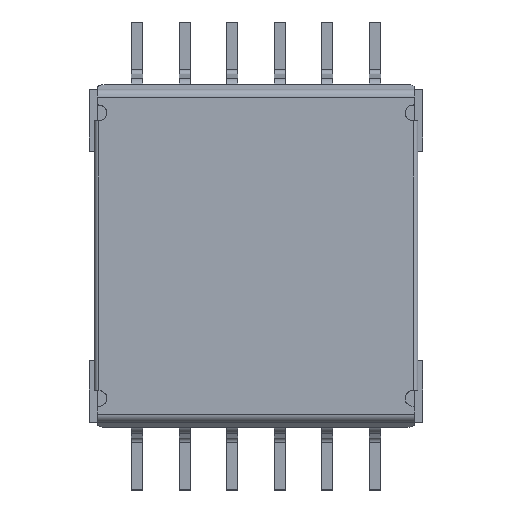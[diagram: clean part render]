
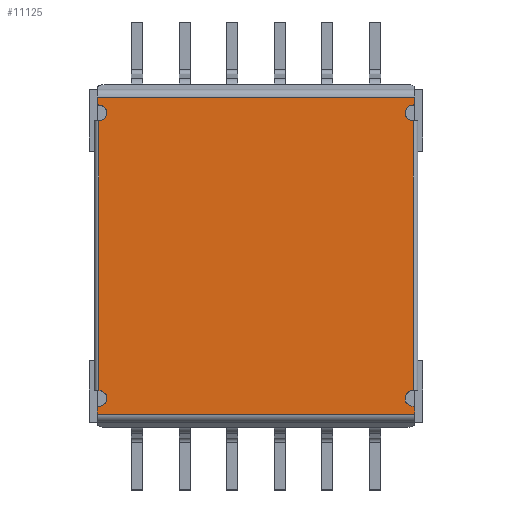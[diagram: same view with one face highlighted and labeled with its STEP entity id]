
A CAD part, top view. The second image highlights one B-rep face of the part: STEP entity #11125.
In plain terms, the highlighted free-form (B-spline) face has degree [1, 1] with [2, 2] control points.
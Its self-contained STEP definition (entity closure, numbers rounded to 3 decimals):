
#9466 = VERTEX_POINT('',#9467);
#9467 = CARTESIAN_POINT('',(8.385,7.2,4.133)
  );
#9472 = EDGE_CURVE('',#9466,#9473,#9475,.T.);
#9473 = VERTEX_POINT('',#9474);
#9474 = CARTESIAN_POINT('',(7.962,7.623,4.133
    ));
#9475 = ( BOUNDED_CURVE() B_SPLINE_CURVE(2,(#9476,#9477,#9478),
.UNSPECIFIED.,.F.,.F.) B_SPLINE_CURVE_WITH_KNOTS((3,3),(4.712,
6.283),.PIECEWISE_BEZIER_KNOTS.) CURVE() 
GEOMETRIC_REPRESENTATION_ITEM() RATIONAL_B_SPLINE_CURVE((1.,
0.707,1.)) REPRESENTATION_ITEM('') );
#9476 = CARTESIAN_POINT('',(8.385,7.2,4.133)
  );
#9477 = CARTESIAN_POINT('',(7.962,7.2,4.133
    ));
#9478 = CARTESIAN_POINT('',(7.962,7.623,4.133
    ));
#9506 = VERTEX_POINT('',#9507);
#9507 = CARTESIAN_POINT('',(8.385,-8.047,4.133)
  );
#9512 = EDGE_CURVE('',#9506,#9513,#9515,.T.);
#9513 = VERTEX_POINT('',#9514);
#9514 = CARTESIAN_POINT('',(7.962,-7.623,
    4.133));
#9515 = ( BOUNDED_CURVE() B_SPLINE_CURVE(2,(#9516,#9517,#9518),
.UNSPECIFIED.,.F.,.F.) B_SPLINE_CURVE_WITH_KNOTS((3,3),(4.712,
6.283),.PIECEWISE_BEZIER_KNOTS.) CURVE() 
GEOMETRIC_REPRESENTATION_ITEM() RATIONAL_B_SPLINE_CURVE((1.,
0.707,1.)) REPRESENTATION_ITEM('') );
#9516 = CARTESIAN_POINT('',(8.385,-8.047,4.133)
  );
#9517 = CARTESIAN_POINT('',(7.962,-8.047,
    4.133));
#9518 = CARTESIAN_POINT('',(7.962,-7.623,
    4.133));
#9546 = VERTEX_POINT('',#9547);
#9547 = CARTESIAN_POINT('',(-8.385,-7.2,4.133
    ));
#9553 = EDGE_CURVE('',#9554,#9546,#9556,.T.);
#9554 = VERTEX_POINT('',#9555);
#9555 = CARTESIAN_POINT('',(-8.385,7.2,4.133)
  );
#9556 = B_SPLINE_CURVE_WITH_KNOTS('',1,(#9557,#9558),.UNSPECIFIED.,.F.,
  .F.,(2,2),(0.,17.),.PIECEWISE_BEZIER_KNOTS.);
#9557 = CARTESIAN_POINT('',(-8.385,7.2,4.133)
  );
#9558 = CARTESIAN_POINT('',(-8.385,-7.2,4.133
    ));
#9753 = EDGE_CURVE('',#9754,#9756,#9758,.T.);
#9754 = VERTEX_POINT('',#9755);
#9755 = CARTESIAN_POINT('',(-8.385,-8.047,4.133
    ));
#9756 = VERTEX_POINT('',#9757);
#9757 = CARTESIAN_POINT('',(-8.47,-8.047,
    4.133));
#9758 = B_SPLINE_CURVE_WITH_KNOTS('',1,(#9759,#9760),.UNSPECIFIED.,.F.,
  .F.,(2,2),(-0.1,0.),.PIECEWISE_BEZIER_KNOTS.);
#9759 = CARTESIAN_POINT('',(-8.385,-8.047,4.133
    ));
#9760 = CARTESIAN_POINT('',(-8.47,-8.047,
    4.133));
#9821 = VERTEX_POINT('',#9822);
#9822 = CARTESIAN_POINT('',(-8.385,8.047,4.133)
  );
#9827 = EDGE_CURVE('',#9821,#9828,#9830,.T.);
#9828 = VERTEX_POINT('',#9829);
#9829 = CARTESIAN_POINT('',(-8.47,8.047,
    4.133));
#9830 = B_SPLINE_CURVE_WITH_KNOTS('',1,(#9831,#9832),.UNSPECIFIED.,.F.,
  .F.,(2,2),(-0.1,0.),.PIECEWISE_BEZIER_KNOTS.);
#9831 = CARTESIAN_POINT('',(-8.385,8.047,4.133)
  );
#9832 = CARTESIAN_POINT('',(-8.47,8.047,
    4.133));
#9855 = EDGE_CURVE('',#9856,#9466,#9858,.T.);
#9856 = VERTEX_POINT('',#9857);
#9857 = CARTESIAN_POINT('',(8.385,-7.2,4.133)
  );
#9858 = B_SPLINE_CURVE_WITH_KNOTS('',1,(#9859,#9860),.UNSPECIFIED.,.F.,
  .F.,(2,2),(0.,17.),.PIECEWISE_BEZIER_KNOTS.);
#9859 = CARTESIAN_POINT('',(8.385,-7.2,4.133)
  );
#9860 = CARTESIAN_POINT('',(8.385,7.2,4.133)
  );
#10049 = EDGE_CURVE('',#10050,#10052,#10054,.T.);
#10050 = VERTEX_POINT('',#10051);
#10051 = CARTESIAN_POINT('',(8.385,8.047,4.133)
  );
#10052 = VERTEX_POINT('',#10053);
#10053 = CARTESIAN_POINT('',(8.47,8.047,
    4.133));
#10054 = B_SPLINE_CURVE_WITH_KNOTS('',1,(#10055,#10056),.UNSPECIFIED.,
  .F.,.F.,(2,2),(-0.1,0.),.PIECEWISE_BEZIER_KNOTS.);
#10055 = CARTESIAN_POINT('',(8.385,8.047,4.133)
  );
#10056 = CARTESIAN_POINT('',(8.47,8.047,
    4.133));
#10115 = EDGE_CURVE('',#9506,#10116,#10118,.T.);
#10116 = VERTEX_POINT('',#10117);
#10117 = CARTESIAN_POINT('',(8.47,-8.047,
    4.133));
#10118 = B_SPLINE_CURVE_WITH_KNOTS('',1,(#10119,#10120),.UNSPECIFIED.,
  .F.,.F.,(2,2),(-0.1,0.),.PIECEWISE_BEZIER_KNOTS.);
#10119 = CARTESIAN_POINT('',(8.385,-8.047,4.133
    ));
#10120 = CARTESIAN_POINT('',(8.47,-8.047,
    4.133));
#10602 = VERTEX_POINT('',#10603);
#10603 = CARTESIAN_POINT('',(8.47,-8.47,
    4.133));
#10609 = EDGE_CURVE('',#10610,#10602,#10612,.T.);
#10610 = VERTEX_POINT('',#10611);
#10611 = CARTESIAN_POINT('',(-8.47,-8.47,
    4.133));
#10612 = B_SPLINE_CURVE_WITH_KNOTS('',1,(#10613,#10614),.UNSPECIFIED.,
  .F.,.F.,(2,2),(0.,20.),.PIECEWISE_BEZIER_KNOTS.);
#10613 = CARTESIAN_POINT('',(-8.47,-8.47,
    4.133));
#10614 = CARTESIAN_POINT('',(8.47,-8.47,
    4.133));
#10634 = VERTEX_POINT('',#10635);
#10635 = CARTESIAN_POINT('',(8.47,8.47,
    4.133));
#10651 = VERTEX_POINT('',#10652);
#10652 = CARTESIAN_POINT('',(-8.47,8.47,
    4.133));
#10658 = EDGE_CURVE('',#10651,#10634,#10659,.T.);
#10659 = B_SPLINE_CURVE_WITH_KNOTS('',1,(#10660,#10661),.UNSPECIFIED.,
  .F.,.F.,(2,2),(0.,20.),.PIECEWISE_BEZIER_KNOTS.);
#10660 = CARTESIAN_POINT('',(-8.47,8.47,
    4.133));
#10661 = CARTESIAN_POINT('',(8.47,8.47,
    4.133));
#10787 = EDGE_CURVE('',#10052,#10634,#10788,.T.);
#10788 = B_SPLINE_CURVE_WITH_KNOTS('',1,(#10789,#10790),.UNSPECIFIED.,
  .F.,.F.,(2,2),(19.5,20.),.PIECEWISE_BEZIER_KNOTS.);
#10789 = CARTESIAN_POINT('',(8.47,8.047,
    4.133));
#10790 = CARTESIAN_POINT('',(8.47,8.47,
    4.133));
#10835 = EDGE_CURVE('',#10610,#9756,#10836,.T.);
#10836 = B_SPLINE_CURVE_WITH_KNOTS('',1,(#10837,#10838),.UNSPECIFIED.,
  .F.,.F.,(2,2),(0.,0.5),.PIECEWISE_BEZIER_KNOTS.);
#10837 = CARTESIAN_POINT('',(-8.47,-8.47,
    4.133));
#10838 = CARTESIAN_POINT('',(-8.47,-8.047,
    4.133));
#10873 = EDGE_CURVE('',#9513,#9856,#10874,.T.);
#10874 = ( BOUNDED_CURVE() B_SPLINE_CURVE(2,(#10875,#10876,#10877),
.UNSPECIFIED.,.F.,.F.) B_SPLINE_CURVE_WITH_KNOTS((3,3),(0.,
1.571),.PIECEWISE_BEZIER_KNOTS.) CURVE() 
GEOMETRIC_REPRESENTATION_ITEM() RATIONAL_B_SPLINE_CURVE((1.,
0.707,1.)) REPRESENTATION_ITEM('') );
#10875 = CARTESIAN_POINT('',(7.962,-7.623,
    4.133));
#10876 = CARTESIAN_POINT('',(7.962,-7.2,
    4.133));
#10877 = CARTESIAN_POINT('',(8.385,-7.2,4.133
    ));
#10892 = EDGE_CURVE('',#9473,#10050,#10893,.T.);
#10893 = ( BOUNDED_CURVE() B_SPLINE_CURVE(2,(#10894,#10895,#10896),
.UNSPECIFIED.,.F.,.F.) B_SPLINE_CURVE_WITH_KNOTS((3,3),(0.,
1.571),.PIECEWISE_BEZIER_KNOTS.) CURVE() 
GEOMETRIC_REPRESENTATION_ITEM() RATIONAL_B_SPLINE_CURVE((1.,
0.707,1.)) REPRESENTATION_ITEM('') );
#10894 = CARTESIAN_POINT('',(7.962,7.623,
    4.133));
#10895 = CARTESIAN_POINT('',(7.962,8.047,
    4.133));
#10896 = CARTESIAN_POINT('',(8.385,8.047,4.133)
  );
#10972 = EDGE_CURVE('',#9546,#9754,#10973,.T.);
#10973 = ( BOUNDED_CURVE() B_SPLINE_CURVE(2,(#10974,#10975,#10976,#10977
,#10978),.UNSPECIFIED.,.F.,.F.) B_SPLINE_CURVE_WITH_KNOTS((3,2,3),(
    1.571,3.142,4.712),
.PIECEWISE_BEZIER_KNOTS.) CURVE() GEOMETRIC_REPRESENTATION_ITEM() 
RATIONAL_B_SPLINE_CURVE((1.,0.707,1.,0.707,1.)) 
REPRESENTATION_ITEM('') );
#10974 = CARTESIAN_POINT('',(-8.385,-7.2,
    4.133));
#10975 = CARTESIAN_POINT('',(-7.962,-7.2,
    4.133));
#10976 = CARTESIAN_POINT('',(-7.962,-7.623,
    4.133));
#10977 = CARTESIAN_POINT('',(-7.962,-8.047,
    4.133));
#10978 = CARTESIAN_POINT('',(-8.385,-8.047,
    4.133));
#10998 = EDGE_CURVE('',#9821,#9554,#10999,.T.);
#10999 = ( BOUNDED_CURVE() B_SPLINE_CURVE(2,(#11000,#11001,#11002,#11003
,#11004),.UNSPECIFIED.,.F.,.F.) B_SPLINE_CURVE_WITH_KNOTS((3,2,3),(
    1.571,3.142,4.712),
.PIECEWISE_BEZIER_KNOTS.) CURVE() GEOMETRIC_REPRESENTATION_ITEM() 
RATIONAL_B_SPLINE_CURVE((1.,0.707,1.,0.707,1.)) 
REPRESENTATION_ITEM('') );
#11000 = CARTESIAN_POINT('',(-8.385,8.047,4.133
    ));
#11001 = CARTESIAN_POINT('',(-7.962,8.047,
    4.133));
#11002 = CARTESIAN_POINT('',(-7.962,7.623,
    4.133));
#11003 = CARTESIAN_POINT('',(-7.962,7.2,
    4.133));
#11004 = CARTESIAN_POINT('',(-8.385,7.2,4.133
    ));
#11089 = EDGE_CURVE('',#9828,#10651,#11090,.T.);
#11090 = B_SPLINE_CURVE_WITH_KNOTS('',1,(#11091,#11092),.UNSPECIFIED.,
  .F.,.F.,(2,2),(19.5,20.),.PIECEWISE_BEZIER_KNOTS.);
#11091 = CARTESIAN_POINT('',(-8.47,8.047,
    4.133));
#11092 = CARTESIAN_POINT('',(-8.47,8.47,
    4.133));
#11113 = EDGE_CURVE('',#10602,#10116,#11114,.T.);
#11114 = B_SPLINE_CURVE_WITH_KNOTS('',1,(#11115,#11116),.UNSPECIFIED.,
  .F.,.F.,(2,2),(0.,0.5),.PIECEWISE_BEZIER_KNOTS.);
#11115 = CARTESIAN_POINT('',(8.47,-8.47,
    4.133));
#11116 = CARTESIAN_POINT('',(8.47,-8.047,
    4.133));
#11125 = ADVANCED_FACE('',(#11126),#11146,.F.);
#11126 = FACE_BOUND('',#11127,.T.);
#11127 = EDGE_LOOP('',(#11128,#11129,#11130,#11131,#11132,#11133,#11134,
    #11135,#11136,#11137,#11138,#11139,#11140,#11141,#11142,#11143,
    #11144,#11145));
#11128 = ORIENTED_EDGE('',*,*,#10998,.T.);
#11129 = ORIENTED_EDGE('',*,*,#9553,.T.);
#11130 = ORIENTED_EDGE('',*,*,#10972,.T.);
#11131 = ORIENTED_EDGE('',*,*,#9753,.T.);
#11132 = ORIENTED_EDGE('',*,*,#10835,.F.);
#11133 = ORIENTED_EDGE('',*,*,#10609,.T.);
#11134 = ORIENTED_EDGE('',*,*,#11113,.T.);
#11135 = ORIENTED_EDGE('',*,*,#10115,.F.);
#11136 = ORIENTED_EDGE('',*,*,#9512,.T.);
#11137 = ORIENTED_EDGE('',*,*,#10873,.T.);
#11138 = ORIENTED_EDGE('',*,*,#9855,.T.);
#11139 = ORIENTED_EDGE('',*,*,#9472,.T.);
#11140 = ORIENTED_EDGE('',*,*,#10892,.T.);
#11141 = ORIENTED_EDGE('',*,*,#10049,.T.);
#11142 = ORIENTED_EDGE('',*,*,#10787,.T.);
#11143 = ORIENTED_EDGE('',*,*,#10658,.F.);
#11144 = ORIENTED_EDGE('',*,*,#11089,.F.);
#11145 = ORIENTED_EDGE('',*,*,#9827,.F.);
#11146 = B_SPLINE_SURFACE_WITH_KNOTS('',1,1,(
    (#11147,#11148)
    ,(#11149,#11150
    )),.UNSPECIFIED.,.F.,.F.,.F.,(2,2),(2,2),(-20.,0.),(-20.,0.),
  .PIECEWISE_BEZIER_KNOTS.);
#11147 = CARTESIAN_POINT('',(8.47,8.47,
    4.133));
#11148 = CARTESIAN_POINT('',(-8.47,8.47,
    4.133));
#11149 = CARTESIAN_POINT('',(8.47,-8.47,
    4.133));
#11150 = CARTESIAN_POINT('',(-8.47,-8.47,
    4.133));
